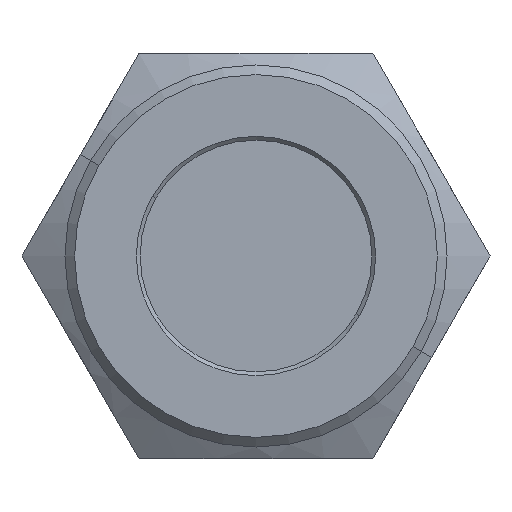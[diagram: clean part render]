
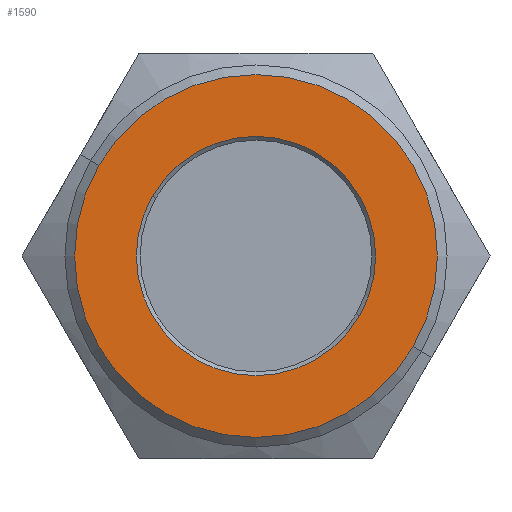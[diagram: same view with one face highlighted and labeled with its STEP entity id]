
A CAD part, front view. The second image highlights one B-rep face of the part: STEP entity #1590.
In plain terms, the highlighted planar face has unit normal (0, -1, 0).
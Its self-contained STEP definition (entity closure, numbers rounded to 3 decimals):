
#90 = EDGE_CURVE ( 'NONE', #1017, #1015, #2231, .T. ) ;
#91 = EDGE_CURVE ( 'NONE', #1050, #1053, #2232, .T. ) ;
#133 = EDGE_CURVE ( 'NONE', #1015, #1017, #2274, .T. ) ;
#147 = EDGE_CURVE ( 'NONE', #1053, #1050, #2297, .T. ) ;
#207 = AXIS2_PLACEMENT_3D ( 'NONE', #270, #271, #272 ) ;
#208 = AXIS2_PLACEMENT_3D ( 'NONE', #275, #276, #277 ) ;
#270 = CARTESIAN_POINT ( 'NONE',  ( 0., -9.25, 0. ) ) ;
#271 = DIRECTION ( 'NONE',  ( 0., -1., 0. ) ) ;
#272 = DIRECTION ( 'NONE',  ( -0.866, 0., 0.5 ) ) ;
#275 = CARTESIAN_POINT ( 'NONE',  ( 0., -9.25, 0. ) ) ;
#276 = DIRECTION ( 'NONE',  ( 0., 1., 0. ) ) ;
#277 = DIRECTION ( 'NONE',  ( 0.866, 0., -0.5 ) ) ;
#456 = CARTESIAN_POINT ( 'NONE',  ( 0., -9.25, 0. ) ) ;
#457 = DIRECTION ( 'NONE',  ( 0., -1., 0. ) ) ;
#458 = DIRECTION ( 'NONE',  ( -0.866, 0., 0.5 ) ) ;
#492 = CARTESIAN_POINT ( 'NONE',  ( 0., -9.25, 0. ) ) ;
#493 = DIRECTION ( 'NONE',  ( 0., 1., 0. ) ) ;
#494 = DIRECTION ( 'NONE',  ( 0.866, 0., -0.5 ) ) ;
#788 = FACE_OUTER_BOUND ( 'NONE', #3270, .T. ) ;
#792 = FACE_BOUND ( 'NONE', #3268, .T. ) ;
#1015 = VERTEX_POINT ( 'NONE', #2428 ) ;
#1017 = VERTEX_POINT ( 'NONE', #2439 ) ;
#1050 = VERTEX_POINT ( 'NONE', #2469 ) ;
#1053 = VERTEX_POINT ( 'NONE', #2472 ) ;
#1590 = ADVANCED_FACE ( 'NONE', ( #788, #792 ), #1968, .T. ) ;
#1968 = PLANE ( 'NONE',  #2998 ) ;
#1975 = CARTESIAN_POINT ( 'NONE',  ( -4.95, -9.25, -8.574 ) ) ;
#1976 = DIRECTION ( 'NONE',  ( 0., -1., 0. ) ) ;
#1977 = DIRECTION ( 'NONE',  ( -0.866, 0., 0.5 ) ) ;
#2231 = CIRCLE ( 'NONE', #207, 9.4 ) ;
#2232 = CIRCLE ( 'NONE', #208, 6.2 ) ;
#2274 = CIRCLE ( 'NONE', #2656, 9.4 ) ;
#2297 = CIRCLE ( 'NONE', #2663, 6.2 ) ;
#2428 = CARTESIAN_POINT ( 'NONE',  ( -8.141, -9.25, 4.7 ) ) ;
#2439 = CARTESIAN_POINT ( 'NONE',  ( 8.141, -9.25, -4.7 ) ) ;
#2469 = CARTESIAN_POINT ( 'NONE',  ( 5.369, -9.25, -3.1 ) ) ;
#2472 = CARTESIAN_POINT ( 'NONE',  ( -5.369, -9.25, 3.1 ) ) ;
#2656 = AXIS2_PLACEMENT_3D ( 'NONE', #456, #457, #458 ) ;
#2663 = AXIS2_PLACEMENT_3D ( 'NONE', #492, #493, #494 ) ;
#2998 = AXIS2_PLACEMENT_3D ( 'NONE', #1975, #1976, #1977 ) ;
#3268 = EDGE_LOOP ( 'NONE', ( #3350, #3349 ) ) ;
#3270 = EDGE_LOOP ( 'NONE', ( #3352, #3351 ) ) ;
#3349 = ORIENTED_EDGE ( 'NONE', *, *, #91, .T. ) ;
#3350 = ORIENTED_EDGE ( 'NONE', *, *, #147, .T. ) ;
#3351 = ORIENTED_EDGE ( 'NONE', *, *, #133, .T. ) ;
#3352 = ORIENTED_EDGE ( 'NONE', *, *, #90, .T. ) ;
